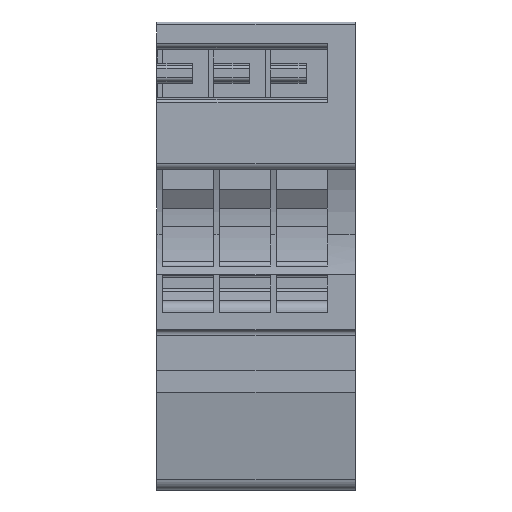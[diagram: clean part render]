
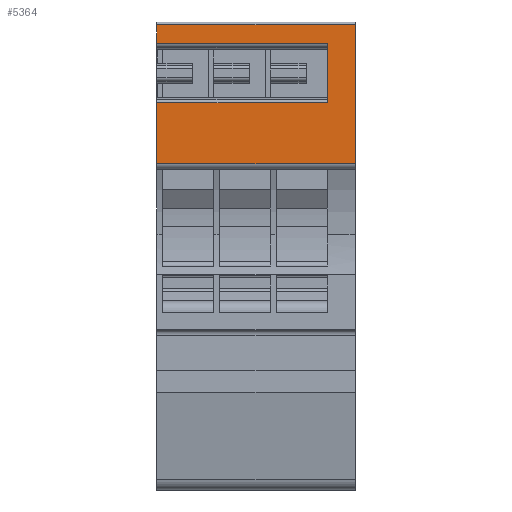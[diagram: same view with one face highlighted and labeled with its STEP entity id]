
A CAD part, front view. The second image highlights one B-rep face of the part: STEP entity #5364.
In plain terms, the highlighted planar face has unit normal (0, -1, 0).
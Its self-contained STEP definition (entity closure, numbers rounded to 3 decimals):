
#5337=AXIS2_PLACEMENT_3D('Plane Axis2P3D',#5334,#5335,#5336) ;
#1643=CARTESIAN_POINT('Vertex',(0.,0.,34.757)) ;
#1853=CARTESIAN_POINT('Vertex',(0.,0.,40.089)) ;
#1856=CARTESIAN_POINT('Line Origine',(0.,0.,40.92)) ;
#1860=CARTESIAN_POINT('Vertex',(0.,0.,41.75)) ;
#2705=CARTESIAN_POINT('Vertex',(0.,0.,29.3)) ;
#2708=CARTESIAN_POINT('Line Origine',(0.,0.,32.028)) ;
#2902=CARTESIAN_POINT('Line Origine',(17.8,0.,35.525)) ;
#2906=CARTESIAN_POINT('Vertex',(17.8,0.,41.75)) ;
#2908=CARTESIAN_POINT('Vertex',(17.8,0.,29.3)) ;
#4301=CARTESIAN_POINT('Line Origine',(7.65,0.,34.757)) ;
#4305=CARTESIAN_POINT('Vertex',(15.3,0.,34.757)) ;
#5314=CARTESIAN_POINT('Line Origine',(7.65,0.,40.089)) ;
#5318=CARTESIAN_POINT('Vertex',(15.3,0.,40.089)) ;
#5334=CARTESIAN_POINT('Axis2P3D Location',(17.8,0.,41.75)) ;
#5339=CARTESIAN_POINT('Line Origine',(8.9,0.,29.3)) ;
#5344=CARTESIAN_POINT('Line Origine',(8.9,0.,41.75)) ;
#5349=CARTESIAN_POINT('Line Origine',(15.3,0.,37.423)) ;
#1857=DIRECTION('Vector Direction',(0.,0.,-1.)) ;
#2709=DIRECTION('Vector Direction',(0.,0.,-1.)) ;
#2903=DIRECTION('Vector Direction',(0.,0.,-1.)) ;
#4302=DIRECTION('Vector Direction',(1.,0.,0.)) ;
#5315=DIRECTION('Vector Direction',(-1.,0.,0.)) ;
#5335=DIRECTION('Axis2P3D Direction',(0.,1.,-0.)) ;
#5336=DIRECTION('Axis2P3D XDirection',(-1.,0.,0.)) ;
#5340=DIRECTION('Vector Direction',(-1.,0.,0.)) ;
#5345=DIRECTION('Vector Direction',(-1.,0.,0.)) ;
#5350=DIRECTION('Vector Direction',(0.,0.,-1.)) ;
#1858=VECTOR('Line Direction',#1857,1.) ;
#2710=VECTOR('Line Direction',#2709,1.) ;
#2904=VECTOR('Line Direction',#2903,1.) ;
#4303=VECTOR('Line Direction',#4302,1.) ;
#5316=VECTOR('Line Direction',#5315,1.) ;
#5341=VECTOR('Line Direction',#5340,1.) ;
#5346=VECTOR('Line Direction',#5345,1.) ;
#5351=VECTOR('Line Direction',#5350,1.) ;
#5355=ORIENTED_EDGE('',*,*,#4307,.F.) ;
#5356=ORIENTED_EDGE('',*,*,#2712,.T.) ;
#5357=ORIENTED_EDGE('',*,*,#5343,.F.) ;
#5358=ORIENTED_EDGE('',*,*,#2910,.F.) ;
#5359=ORIENTED_EDGE('',*,*,#5348,.T.) ;
#5360=ORIENTED_EDGE('',*,*,#1862,.T.) ;
#5361=ORIENTED_EDGE('',*,*,#5320,.F.) ;
#5362=ORIENTED_EDGE('',*,*,#5353,.T.) ;
#5364=ADVANCED_FACE('V1',(#5363),#5338,.F.) ;
#1862=EDGE_CURVE('',#1861,#1854,#1859,.T.) ;
#2712=EDGE_CURVE('',#1644,#2706,#2711,.T.) ;
#2910=EDGE_CURVE('',#2907,#2909,#2905,.T.) ;
#4307=EDGE_CURVE('',#1644,#4306,#4304,.T.) ;
#5320=EDGE_CURVE('',#5319,#1854,#5317,.T.) ;
#5343=EDGE_CURVE('',#2909,#2706,#5342,.T.) ;
#5348=EDGE_CURVE('',#2907,#1861,#5347,.T.) ;
#5353=EDGE_CURVE('',#5319,#4306,#5352,.T.) ;
#5354=EDGE_LOOP('',(#5355,#5356,#5357,#5358,#5359,#5360,#5361,#5362)) ;
#5363=FACE_OUTER_BOUND('',#5354,.T.) ;
#1859=LINE('Line',#1856,#1858) ;
#2711=LINE('Line',#2708,#2710) ;
#2905=LINE('Line',#2902,#2904) ;
#4304=LINE('Line',#4301,#4303) ;
#5317=LINE('Line',#5314,#5316) ;
#5342=LINE('Line',#5339,#5341) ;
#5347=LINE('Line',#5344,#5346) ;
#5352=LINE('Line',#5349,#5351) ;
#5338=PLANE('',#5337) ;
#1644=VERTEX_POINT('',#1643) ;
#1854=VERTEX_POINT('',#1853) ;
#1861=VERTEX_POINT('',#1860) ;
#2706=VERTEX_POINT('',#2705) ;
#2907=VERTEX_POINT('',#2906) ;
#2909=VERTEX_POINT('',#2908) ;
#4306=VERTEX_POINT('',#4305) ;
#5319=VERTEX_POINT('',#5318) ;
